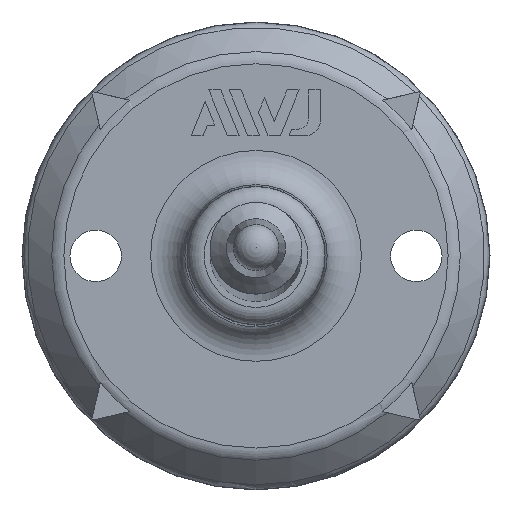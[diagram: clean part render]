
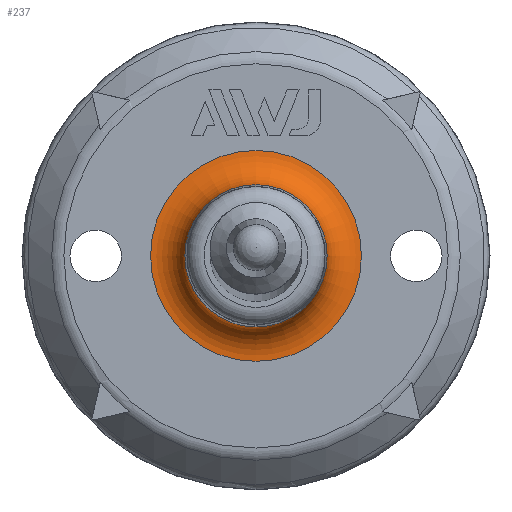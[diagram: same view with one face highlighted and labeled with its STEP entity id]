
A CAD part, top view. The second image highlights one B-rep face of the part: STEP entity #237.
In plain terms, the highlighted toroidal (fillet/blend) face has major radius 9.208 mm and minor radius 2.996 mm.
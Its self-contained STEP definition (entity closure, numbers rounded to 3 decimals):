
#237 = ADVANCED_FACE( '', ( #442, #443 ), #444, .F. );
#442 = FACE_OUTER_BOUND( '', #730, .T. );
#443 = FACE_OUTER_BOUND( '', #731, .T. );
#444 = TOROIDAL_SURFACE( '', #732, 9.208, 2.996 );
#730 = EDGE_LOOP( '', ( #1383 ) );
#731 = EDGE_LOOP( '', ( #1384 ) );
#732 = AXIS2_PLACEMENT_3D( '', #1385, #1386, #1387 );
#1383 = ORIENTED_EDGE( '', *, *, #1979, .F. );
#1384 = ORIENTED_EDGE( '', *, *, #1787, .F. );
#1385 = CARTESIAN_POINT( '', ( 0., 0., 7.996 ) );
#1386 = DIRECTION( '', ( 0., 0., -1. ) );
#1387 = DIRECTION( '', ( 0., 1., 0. ) );
#1787 = EDGE_CURVE( '', #2069, #2069, #2070, .T. );
#1979 = EDGE_CURVE( '', #2398, #2398, #2399, .F. );
#2069 = VERTEX_POINT( '', #2537 );
#2070 = CIRCLE( '', #2538, 9.208 );
#2398 = VERTEX_POINT( '', #3142 );
#2399 = CIRCLE( '', #3143, 6.212 );
#2537 = CARTESIAN_POINT( '', ( 0., 9.208, 5. ) );
#2538 = AXIS2_PLACEMENT_3D( '', #3310, #3311, #3312 );
#3142 = CARTESIAN_POINT( '', ( 0., 6.212, 7.944 ) );
#3143 = AXIS2_PLACEMENT_3D( '', #3562, #3563, #3564 );
#3310 = CARTESIAN_POINT( '', ( 0., 0., 5. ) );
#3311 = DIRECTION( '', ( 0., 0., -1. ) );
#3312 = DIRECTION( '', ( 0., 1., 0. ) );
#3562 = CARTESIAN_POINT( '', ( 0., 0., 7.944 ) );
#3563 = DIRECTION( '', ( 0., 0., -1. ) );
#3564 = DIRECTION( '', ( 0., 1., 0. ) );
